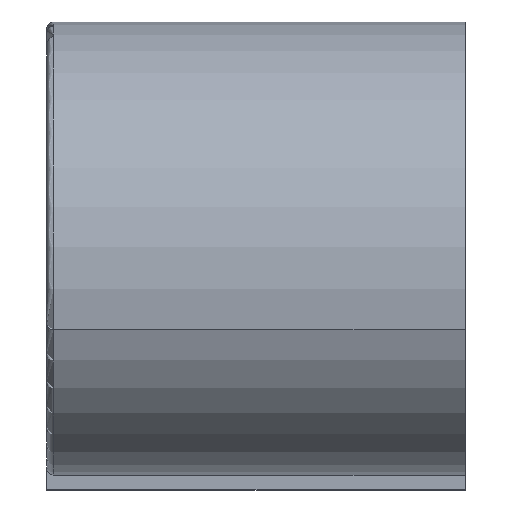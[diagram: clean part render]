
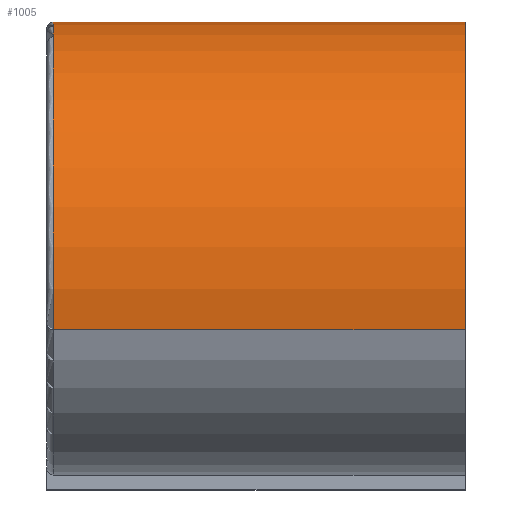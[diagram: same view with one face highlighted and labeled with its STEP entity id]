
A CAD part, left-side view. The second image highlights one B-rep face of the part: STEP entity #1005.
In plain terms, the highlighted cylindrical face has radius 19.888 mm (diameter 39.776 mm), a partial arc.
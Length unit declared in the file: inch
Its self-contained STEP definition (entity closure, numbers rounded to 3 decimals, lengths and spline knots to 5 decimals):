
#96=FACE_OUTER_BOUND('',#154,.T.);
#154=EDGE_LOOP('',(#817,#818,#819,#820));
#229=LINE('',#1782,#308);
#230=LINE('',#1785,#309);
#308=VECTOR('',#1387,0.3937);
#309=VECTOR('',#1390,0.3937);
#371=CIRCLE('',#1120,0.783);
#377=CIRCLE('',#1129,0.783);
#458=VERTEX_POINT('',#1734);
#459=VERTEX_POINT('',#1735);
#466=VERTEX_POINT('',#1781);
#467=VERTEX_POINT('',#1783);
#587=EDGE_CURVE('',#458,#459,#371,.T.);
#597=EDGE_CURVE('',#466,#458,#229,.T.);
#598=EDGE_CURVE('',#466,#467,#377,.T.);
#599=EDGE_CURVE('',#467,#459,#230,.T.);
#817=ORIENTED_EDGE('',*,*,#587,.F.);
#818=ORIENTED_EDGE('',*,*,#597,.F.);
#819=ORIENTED_EDGE('',*,*,#598,.T.);
#820=ORIENTED_EDGE('',*,*,#599,.T.);
#961=CYLINDRICAL_SURFACE('',#1128,0.783);
#1005=ADVANCED_FACE('',(#96),#961,.T.);
#1120=AXIS2_PLACEMENT_3D('',#1736,#1367,#1368);
#1128=AXIS2_PLACEMENT_3D('',#1780,#1385,#1386);
#1129=AXIS2_PLACEMENT_3D('',#1784,#1388,#1389);
#1367=DIRECTION('center_axis',(0.,1.,0.));
#1368=DIRECTION('ref_axis',(-0.769,0.,0.64));
#1385=DIRECTION('center_axis',(0.,1.,0.));
#1386=DIRECTION('ref_axis',(-0.983,0.,-0.181));
#1387=DIRECTION('',(0.,1.,0.));
#1388=DIRECTION('center_axis',(0.,1.,0.));
#1389=DIRECTION('ref_axis',(-0.983,0.,-0.181));
#1390=DIRECTION('',(0.,1.,0.));
#1734=CARTESIAN_POINT('',(-1.67502,1.237,-0.17251));
#1735=CARTESIAN_POINT('',(-0.905,1.237,0.75249));
#1736=CARTESIAN_POINT('Origin',(-0.905,1.237,-0.03051));
#1780=CARTESIAN_POINT('Origin',(-0.905,0.,-0.03051));
#1781=CARTESIAN_POINT('',(-1.67502,0.,-0.17251));
#1782=CARTESIAN_POINT('',(-1.67502,0.,-0.17251));
#1783=CARTESIAN_POINT('',(-0.905,0.,0.75249));
#1784=CARTESIAN_POINT('Origin',(-0.905,0.,-0.03051));
#1785=CARTESIAN_POINT('',(-0.905,0.,0.75249));
